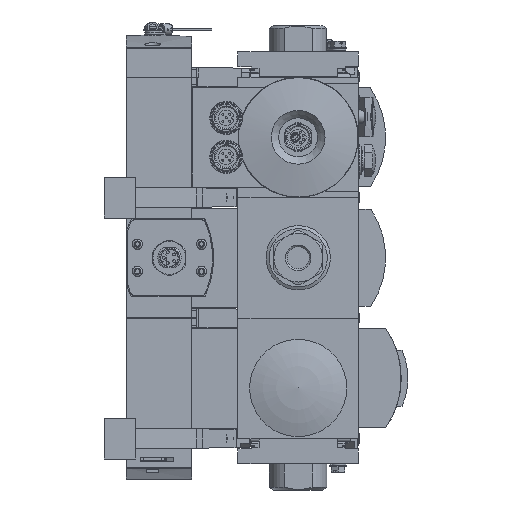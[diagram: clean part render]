
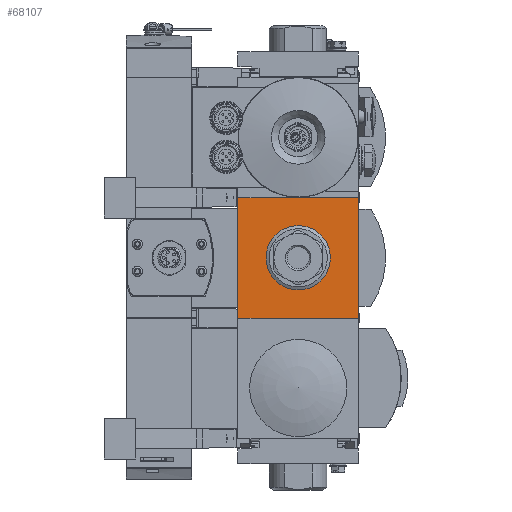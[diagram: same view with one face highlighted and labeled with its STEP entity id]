
A CAD part, front view. The second image highlights one B-rep face of the part: STEP entity #68107.
In plain terms, the highlighted planar face has unit normal (0, -1, 0).
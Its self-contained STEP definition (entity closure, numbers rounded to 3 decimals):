
#4765=LINE('',#100461,#9958);
#4891=LINE('',#100897,#10084);
#5006=LINE('',#101246,#10199);
#5026=LINE('',#101305,#10219);
#9958=VECTOR('',#83908,1000.);
#10084=VECTOR('',#84204,1000.);
#10199=VECTOR('',#84457,1000.);
#10219=VECTOR('',#84515,1000.);
#21481=ORIENTED_EDGE('',*,*,#32209,.F.);
#21482=ORIENTED_EDGE('',*,*,#32003,.F.);
#21483=ORIENTED_EDGE('',*,*,#31804,.F.);
#21484=ORIENTED_EDGE('',*,*,#32193,.F.);
#21485=ORIENTED_EDGE('',*,*,#32164,.F.);
#31804=EDGE_CURVE('',#38023,#38024,#4765,.T.);
#32003=EDGE_CURVE('',#38024,#38201,#4891,.T.);
#32164=EDGE_CURVE('',#38201,#38323,#5006,.T.);
#32193=EDGE_CURVE('',#38323,#38023,#5026,.T.);
#32209=EDGE_CURVE('',#38351,#38351,#41408,.F.);
#38023=VERTEX_POINT('',#100460);
#38024=VERTEX_POINT('',#100462);
#38201=VERTEX_POINT('',#100898);
#38323=VERTEX_POINT('',#101247);
#38351=VERTEX_POINT('',#101336);
#41408=CIRCLE('',#72670,16.559);
#44502=EDGE_LOOP('',(#21481));
#44503=EDGE_LOOP('',(#21482,#21483,#21484,#21485));
#48233=FACE_BOUND('',#44502,.T.);
#48234=FACE_BOUND('',#44503,.T.);
#50776=PLANE('',#72669);
#68107=ADVANCED_FACE('',(#48233,#48234),#50776,.F.);
#72669=AXIS2_PLACEMENT_3D('',#101334,#84543,#84544);
#72670=AXIS2_PLACEMENT_3D('',#101335,#84545,#84546);
#83908=DIRECTION('',(-1.,0.,0.));
#84204=DIRECTION('',(0.,0.,1.));
#84457=DIRECTION('',(1.,0.,0.));
#84515=DIRECTION('',(0.,0.,-1.));
#84543=DIRECTION('',(0.,1.,0.));
#84544=DIRECTION('',(0.,0.,1.));
#84545=DIRECTION('',(0.,1.,0.));
#84546=DIRECTION('',(0.,0.,1.));
#100460=CARTESIAN_POINT('',(31.,-45.5,-31.));
#100461=CARTESIAN_POINT('',(31.,-45.5,-31.));
#100462=CARTESIAN_POINT('',(-31.,-45.5,-31.));
#100897=CARTESIAN_POINT('',(-31.,-45.5,-31.));
#100898=CARTESIAN_POINT('',(-31.,-45.5,31.));
#101246=CARTESIAN_POINT('',(-31.,-45.5,31.));
#101247=CARTESIAN_POINT('',(31.,-45.5,31.));
#101305=CARTESIAN_POINT('',(31.,-45.5,31.));
#101334=CARTESIAN_POINT('',(0.,-45.5,0.));
#101335=CARTESIAN_POINT('',(0.,-45.5,0.));
#101336=CARTESIAN_POINT('',(0.,-45.5,16.559));
